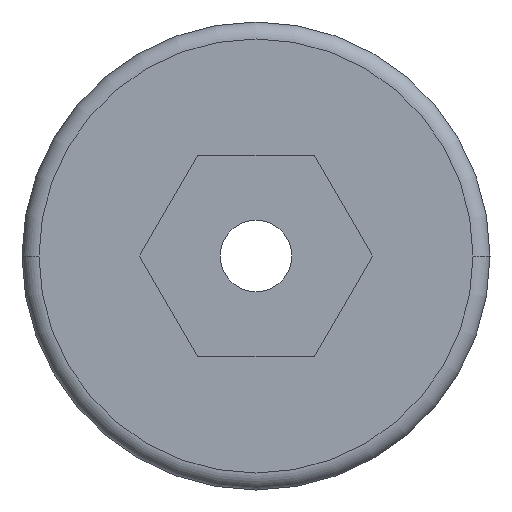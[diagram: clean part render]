
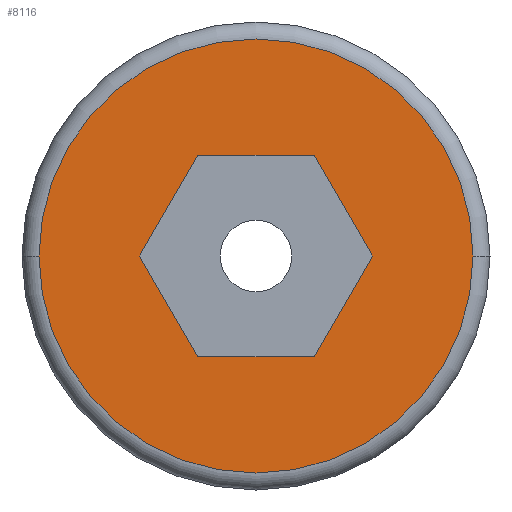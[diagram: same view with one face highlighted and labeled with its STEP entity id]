
A CAD part, left-side view. The second image highlights one B-rep face of the part: STEP entity #8116.
In plain terms, the highlighted planar face has unit normal (-1, 0, 0).
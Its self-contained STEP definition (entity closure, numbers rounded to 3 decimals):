
#3457=DIRECTION('',(0.,-0.5,0.866));
#3458=VECTOR('',#3457,1.744);
#3459=CARTESIAN_POINT('',(-3.91,1.744,0.));
#3460=LINE('',#3459,#3458);
#3461=DIRECTION('',(0.,0.5,0.866));
#3462=VECTOR('',#3461,1.744);
#3463=CARTESIAN_POINT('',(-3.91,0.872,-1.51));
#3464=LINE('',#3463,#3462);
#3465=DIRECTION('',(0.,1.,0.));
#3466=VECTOR('',#3465,1.744);
#3467=CARTESIAN_POINT('',(-3.91,-0.872,-1.51));
#3468=LINE('',#3467,#3466);
#3469=DIRECTION('',(0.,0.5,-0.866));
#3470=VECTOR('',#3469,1.744);
#3471=CARTESIAN_POINT('',(-3.91,-1.744,0.));
#3472=LINE('',#3471,#3470);
#3473=DIRECTION('',(0.,-0.5,-0.866));
#3474=VECTOR('',#3473,1.744);
#3475=CARTESIAN_POINT('',(-3.91,-0.872,1.51));
#3476=LINE('',#3475,#3474);
#3477=DIRECTION('',(0.,-1.,0.));
#3478=VECTOR('',#3477,1.744);
#3479=CARTESIAN_POINT('',(-3.91,0.872,1.51));
#3480=LINE('',#3479,#3478);
#3481=CARTESIAN_POINT('',(-3.91,0.,0.));
#3482=DIRECTION('',(-1.,0.,0.));
#3483=DIRECTION('',(0.,1.,0.));
#3484=AXIS2_PLACEMENT_3D('',#3481,#3482,#3483);
#3486=CARTESIAN_POINT('',(-3.91,0.,0.));
#3487=DIRECTION('',(-1.,0.,0.));
#3488=DIRECTION('',(0.,-1.,0.));
#3489=AXIS2_PLACEMENT_3D('',#3486,#3487,#3488);
#3740=CARTESIAN_POINT('',(-3.91,1.744,0.));
#3741=CARTESIAN_POINT('',(-3.91,0.872,1.51));
#3742=VERTEX_POINT('',#3740);
#3743=VERTEX_POINT('',#3741);
#3744=CARTESIAN_POINT('',(-3.91,-0.872,1.51));
#3745=VERTEX_POINT('',#3744);
#3746=CARTESIAN_POINT('',(-3.91,-1.744,0.));
#3747=VERTEX_POINT('',#3746);
#3748=CARTESIAN_POINT('',(-3.91,-0.872,-1.51));
#3749=VERTEX_POINT('',#3748);
#3750=CARTESIAN_POINT('',(-3.91,0.872,-1.51));
#3751=VERTEX_POINT('',#3750);
#3752=CARTESIAN_POINT('',(-3.91,3.246,0.));
#3753=CARTESIAN_POINT('',(-3.91,-3.246,0.));
#3754=VERTEX_POINT('',#3752);
#3755=VERTEX_POINT('',#3753);
#8092=CARTESIAN_POINT('',(-3.91,0.,0.));
#8093=DIRECTION('',(1.,0.,0.));
#8094=DIRECTION('',(0.,-1.,0.));
#8095=AXIS2_PLACEMENT_3D('',#8092,#8093,#8094);
#8096=PLANE('',#8095);
#8098=ORIENTED_EDGE('',*,*,#8097,.F.);
#8099=ORIENTED_EDGE('',*,*,#8082,.F.);
#8100=EDGE_LOOP('',(#8098,#8099));
#8101=FACE_OUTER_BOUND('',#8100,.F.);
#8103=ORIENTED_EDGE('',*,*,#8102,.F.);
#8105=ORIENTED_EDGE('',*,*,#8104,.F.);
#8107=ORIENTED_EDGE('',*,*,#8106,.F.);
#8109=ORIENTED_EDGE('',*,*,#8108,.F.);
#8111=ORIENTED_EDGE('',*,*,#8110,.F.);
#8113=ORIENTED_EDGE('',*,*,#8112,.F.);
#8114=EDGE_LOOP('',(#8103,#8105,#8107,#8109,#8111,#8113));
#8115=FACE_BOUND('',#8114,.F.);
#3485=CIRCLE('',#3484,3.246);
#3490=CIRCLE('',#3489,3.246);
#8082=EDGE_CURVE('',#3755,#3754,#3490,.T.);
#8097=EDGE_CURVE('',#3754,#3755,#3485,.T.);
#8102=EDGE_CURVE('',#3742,#3743,#3460,.T.);
#8104=EDGE_CURVE('',#3751,#3742,#3464,.T.);
#8106=EDGE_CURVE('',#3749,#3751,#3468,.T.);
#8108=EDGE_CURVE('',#3747,#3749,#3472,.T.);
#8110=EDGE_CURVE('',#3745,#3747,#3476,.T.);
#8112=EDGE_CURVE('',#3743,#3745,#3480,.T.);
#8116=ADVANCED_FACE('',(#8101,#8115),#8096,.F.);
